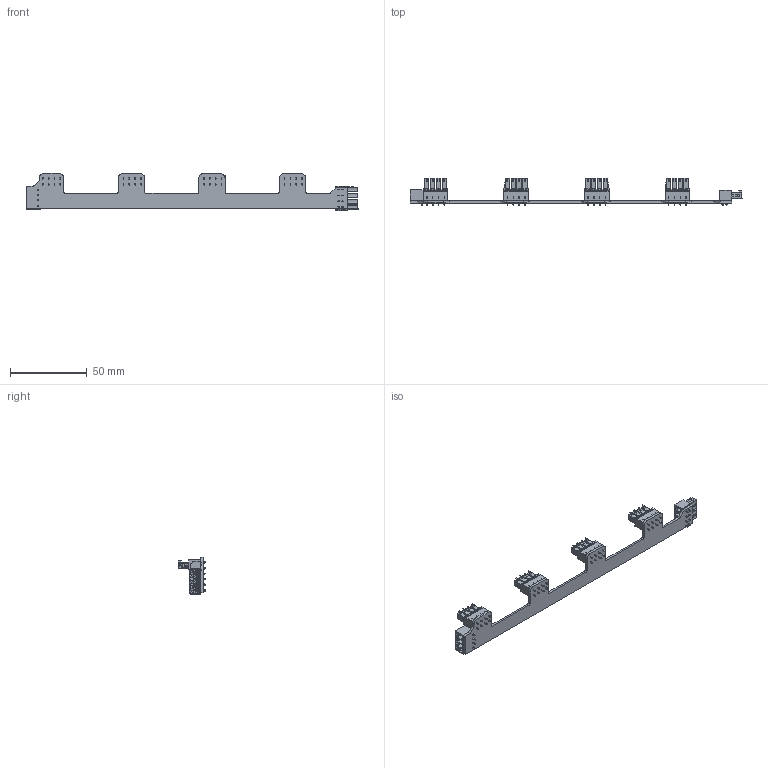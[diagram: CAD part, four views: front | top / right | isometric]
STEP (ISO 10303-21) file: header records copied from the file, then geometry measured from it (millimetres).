
FILE_DESCRIPTION((''),'2;1');
FILE_NAME('Szyna_3S.stp','2025-05-07T16:15:13',(''),(''),'STEP Write','Mastercam X9 ... CNC Software, Inc.','');
FILE_SCHEMA(('AUTOMOTIVE_DESIGN'));
Length unit declared in the file: millimetre
Products named in the file (1): None
Bounding box: 216.7 x 18 x 24.25 mm (x, y, z)
Volume: 8705.9 mm3; surface area: 19947.7 mm2
Topology: 31 solids, 71 shells, 3887 faces, 11857 edges, 9242 vertices
Faces by surface type: plane 3042, cylinder 641, bspline 180, cone 20, torus 4
Full cylindrical faces by diameter (mm): 1 x20, 1.2 x20, 1.8 x4, 2.1 x20
Entity records: 133288 total; most frequent: CARTESIAN_POINT 28007, ORIENTED_EDGE 21038, DIRECTION 20296, EDGE_CURVE 10479, VECTOR 10248, LINE 10248, VERTEX_POINT 6786, AXIS2_PLACEMENT_3D 5024
